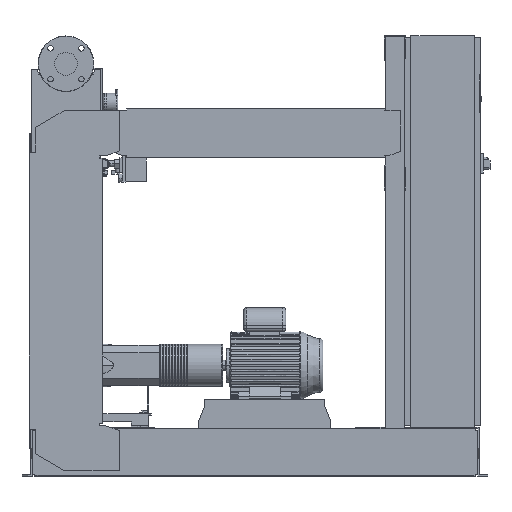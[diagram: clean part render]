
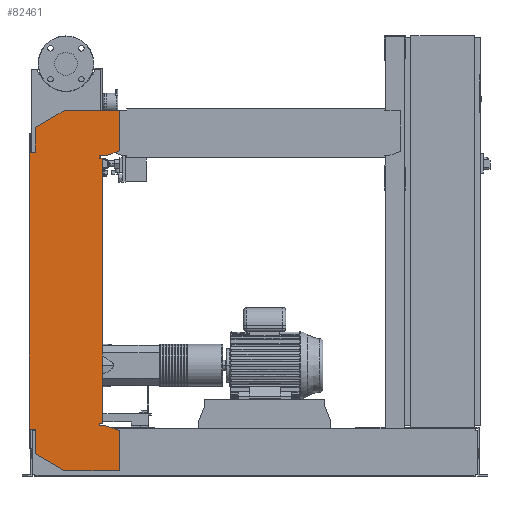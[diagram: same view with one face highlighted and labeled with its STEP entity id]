
A CAD part, front view. The second image highlights one B-rep face of the part: STEP entity #82461.
In plain terms, the highlighted free-form (B-spline) face has degree [1, 1] with [2, 2] control points.
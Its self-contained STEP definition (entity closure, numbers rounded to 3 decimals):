
#81946=CARTESIAN_POINT('',(-102.0,-234.5,1076.0));
#81947=VERTEX_POINT('',#81946);
#81954=CARTESIAN_POINT('',(-102.0,-234.5,1158.574));
#81955=VERTEX_POINT('',#81954);
#81956=CARTESIAN_POINT('',(-102.0,-234.5,1076.0));
#81957=DIRECTION('',(0.0,0.0,1.0));
#81958=VECTOR('',#81957,82.574);
#81959=LINE('',#81956,#81958);
#81960=EDGE_CURVE('',#81947,#81955,#81959,.T.);
#81978=CARTESIAN_POINT('',(-6.,-234.5,1214.0));
#81979=VERTEX_POINT('',#81978);
#81980=CARTESIAN_POINT('',(-102.0,-234.5,1158.574));
#81981=DIRECTION('',(0.866,0.0,0.5));
#81982=VECTOR('',#81981,110.851);
#81983=LINE('',#81980,#81982);
#81984=EDGE_CURVE('',#81955,#81979,#81983,.T.);
#82002=CARTESIAN_POINT('',(177.0,-234.5,1214.0));
#82003=VERTEX_POINT('',#82002);
#82004=CARTESIAN_POINT('',(-6.,-234.5,1214.0));
#82005=DIRECTION('',(1.0,0.0,0.0));
#82006=VECTOR('',#82005,183.0);
#82007=LINE('',#82004,#82006);
#82008=EDGE_CURVE('',#81979,#82003,#82007,.T.);
#82026=CARTESIAN_POINT('',(177.0,-234.5,1080.379));
#82027=VERTEX_POINT('',#82026);
#82028=CARTESIAN_POINT('',(177.0,-234.5,1214.0));
#82029=DIRECTION('',(0.0,0.0,-1.0));
#82030=VECTOR('',#82029,133.621);
#82031=LINE('',#82028,#82030);
#82032=EDGE_CURVE('',#82003,#82027,#82031,.T.);
#82050=CARTESIAN_POINT('',(132.,-234.5,1064.0));
#82051=VERTEX_POINT('',#82050);
#82052=CARTESIAN_POINT('',(177.0,-234.5,1080.379));
#82053=DIRECTION('',(-0.94,0.,-0.342));
#82054=VECTOR('',#82053,47.888);
#82055=LINE('',#82052,#82054);
#82056=EDGE_CURVE('',#82027,#82051,#82055,.T.);
#82074=CARTESIAN_POINT('',(112.0,-234.5,1064.0));
#82075=VERTEX_POINT('',#82074);
#82076=CARTESIAN_POINT('',(132.,-234.5,1064.0));
#82077=DIRECTION('',(-1.0,0.0,0.0));
#82078=VECTOR('',#82077,20.);
#82079=LINE('',#82076,#82078);
#82080=EDGE_CURVE('',#82051,#82075,#82079,.T.);
#82098=CARTESIAN_POINT('',(112.0,-234.5,1056.0));
#82099=VERTEX_POINT('',#82098);
#82100=CARTESIAN_POINT('',(112.0,-234.5,1064.0));
#82101=DIRECTION('',(0.0,0.0,-1.0));
#82102=VECTOR('',#82101,8.0);
#82103=LINE('',#82100,#82102);
#82104=EDGE_CURVE('',#82075,#82099,#82103,.T.);
#82122=CARTESIAN_POINT('',(120.,-234.5,1056.0));
#82123=VERTEX_POINT('',#82122);
#82124=CARTESIAN_POINT('',(112.0,-234.5,1056.0));
#82125=DIRECTION('',(1.0,0.0,0.0));
#82126=VECTOR('',#82125,8.);
#82127=LINE('',#82124,#82126);
#82128=EDGE_CURVE('',#82099,#82123,#82127,.T.);
#82146=CARTESIAN_POINT('',(120.,-234.5,176.));
#82147=VERTEX_POINT('',#82146);
#82158=CARTESIAN_POINT('',(120.,-234.5,1056.0));
#82159=DIRECTION('',(0.0,0.0,-1.0));
#82160=VECTOR('',#82159,880.);
#82161=LINE('',#82158,#82160);
#82162=EDGE_CURVE('',#82123,#82147,#82161,.T.);
#82176=CARTESIAN_POINT('',(112.,-234.5,176.));
#82177=VERTEX_POINT('',#82176);
#82178=CARTESIAN_POINT('',(120.,-234.5,176.));
#82179=DIRECTION('',(-1.0,0.0,0.0));
#82180=VECTOR('',#82179,8.);
#82181=LINE('',#82178,#82180);
#82182=EDGE_CURVE('',#82147,#82177,#82181,.T.);
#82200=CARTESIAN_POINT('',(112.,-234.5,168.));
#82201=VERTEX_POINT('',#82200);
#82202=CARTESIAN_POINT('',(112.,-234.5,176.));
#82203=DIRECTION('',(0.0,0.0,-1.0));
#82204=VECTOR('',#82203,8.0);
#82205=LINE('',#82202,#82204);
#82206=EDGE_CURVE('',#82177,#82201,#82205,.T.);
#82224=CARTESIAN_POINT('',(132.,-234.5,168.));
#82225=VERTEX_POINT('',#82224);
#82226=CARTESIAN_POINT('',(112.,-234.5,168.));
#82227=DIRECTION('',(1.0,0.0,0.0));
#82228=VECTOR('',#82227,20.0);
#82229=LINE('',#82226,#82228);
#82230=EDGE_CURVE('',#82201,#82225,#82229,.T.);
#82248=CARTESIAN_POINT('',(177.,-234.5,151.621));
#82249=VERTEX_POINT('',#82248);
#82250=CARTESIAN_POINT('',(132.,-234.5,168.));
#82251=DIRECTION('',(0.94,0.,-0.342));
#82252=VECTOR('',#82251,47.888);
#82253=LINE('',#82250,#82252);
#82254=EDGE_CURVE('',#82225,#82249,#82253,.T.);
#82272=CARTESIAN_POINT('',(177.,-234.5,18.0));
#82273=VERTEX_POINT('',#82272);
#82274=CARTESIAN_POINT('',(177.,-234.5,151.621));
#82275=DIRECTION('',(0.0,0.0,-1.0));
#82276=VECTOR('',#82275,133.621);
#82277=LINE('',#82274,#82276);
#82278=EDGE_CURVE('',#82249,#82273,#82277,.T.);
#82296=CARTESIAN_POINT('',(-4.,-234.5,18.0));
#82297=VERTEX_POINT('',#82296);
#82298=CARTESIAN_POINT('',(177.,-234.5,18.0));
#82299=DIRECTION('',(-1.0,0.0,0.0));
#82300=VECTOR('',#82299,181.);
#82301=LINE('',#82298,#82300);
#82302=EDGE_CURVE('',#82273,#82297,#82301,.T.);
#82320=CARTESIAN_POINT('',(-102.,-234.5,74.58));
#82321=VERTEX_POINT('',#82320);
#82322=CARTESIAN_POINT('',(-4.,-234.5,18.0));
#82323=DIRECTION('',(-0.866,0.0,0.5));
#82324=VECTOR('',#82323,113.161);
#82325=LINE('',#82322,#82324);
#82326=EDGE_CURVE('',#82297,#82321,#82325,.T.);
#82344=CARTESIAN_POINT('',(-102.,-234.5,156.0));
#82345=VERTEX_POINT('',#82344);
#82346=CARTESIAN_POINT('',(-102.,-234.5,74.58));
#82347=DIRECTION('',(0.0,0.0,1.0));
#82348=VECTOR('',#82347,81.42);
#82349=LINE('',#82346,#82348);
#82350=EDGE_CURVE('',#82321,#82345,#82349,.T.);
#82368=CARTESIAN_POINT('',(-122.,-234.5,156.0));
#82369=VERTEX_POINT('',#82368);
#82370=CARTESIAN_POINT('',(-102.,-234.5,156.0));
#82371=DIRECTION('',(-1.0,0.0,0.0));
#82372=VECTOR('',#82371,20.0);
#82373=LINE('',#82370,#82372);
#82374=EDGE_CURVE('',#82345,#82369,#82373,.T.);
#82392=CARTESIAN_POINT('',(-122.0,-234.5,1076.0));
#82393=VERTEX_POINT('',#82392);
#82406=CARTESIAN_POINT('',(-122.,-234.5,156.0));
#82407=DIRECTION('',(0.0,0.0,1.0));
#82408=VECTOR('',#82407,920.0);
#82409=LINE('',#82406,#82408);
#82410=EDGE_CURVE('',#82369,#82393,#82409,.T.);
#82424=CARTESIAN_POINT('',(-122.0,-234.5,1076.0));
#82425=DIRECTION('',(1.0,0.0,0.0));
#82426=VECTOR('',#82425,20.0);
#82427=LINE('',#82424,#82426);
#82428=EDGE_CURVE('',#82393,#81947,#82427,.T.);
#82434=CARTESIAN_POINT('',(-122.,-234.5,18.0));
#82435=CARTESIAN_POINT('',(177.0,-234.5,18.0));
#82436=CARTESIAN_POINT('',(-122.,-234.5,1214.0));
#82437=CARTESIAN_POINT('',(177.0,-234.5,1214.0));
#82438=B_SPLINE_SURFACE_WITH_KNOTS('',1,1,((#82434,#82436),(#82435,#82437)),.UNSPECIFIED.,.F.,.F.,.U.,(2,2),(2,2),(0.0,299.),(0.0,1196.0),.UNSPECIFIED.);
#82439=ORIENTED_EDGE('',*,*,#82428,.F.);
#82440=ORIENTED_EDGE('',*,*,#82410,.F.);
#82441=ORIENTED_EDGE('',*,*,#82374,.F.);
#82442=ORIENTED_EDGE('',*,*,#82350,.F.);
#82443=ORIENTED_EDGE('',*,*,#82326,.F.);
#82444=ORIENTED_EDGE('',*,*,#82302,.F.);
#82445=ORIENTED_EDGE('',*,*,#82278,.F.);
#82446=ORIENTED_EDGE('',*,*,#82254,.F.);
#82447=ORIENTED_EDGE('',*,*,#82230,.F.);
#82448=ORIENTED_EDGE('',*,*,#82206,.F.);
#82449=ORIENTED_EDGE('',*,*,#82182,.F.);
#82450=ORIENTED_EDGE('',*,*,#82162,.F.);
#82451=ORIENTED_EDGE('',*,*,#82128,.F.);
#82452=ORIENTED_EDGE('',*,*,#82104,.F.);
#82453=ORIENTED_EDGE('',*,*,#82080,.F.);
#82454=ORIENTED_EDGE('',*,*,#82056,.F.);
#82455=ORIENTED_EDGE('',*,*,#82032,.F.);
#82456=ORIENTED_EDGE('',*,*,#82008,.F.);
#82457=ORIENTED_EDGE('',*,*,#81984,.F.);
#82458=ORIENTED_EDGE('',*,*,#81960,.F.);
#82459=EDGE_LOOP('',(#82439,#82440,#82441,#82442,#82443,#82444,#82445,#82446,#82447,#82448,#82449,#82450,#82451,#82452,#82453,#82454,#82455,#82456,#82457,#82458));
#82460=FACE_OUTER_BOUND('',#82459,.T.);
#82461=ADVANCED_FACE('',(#82460),#82438,.T.);
